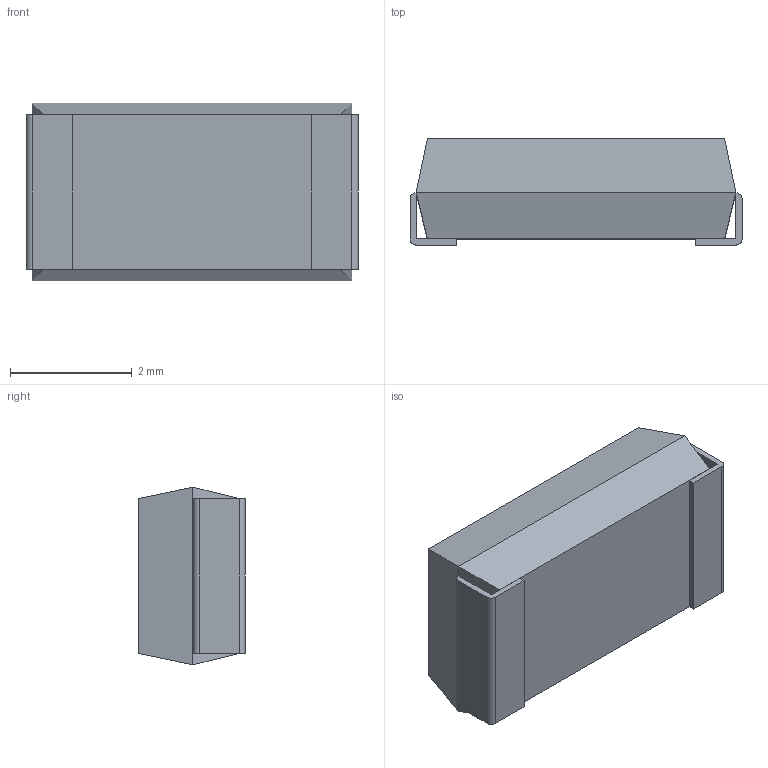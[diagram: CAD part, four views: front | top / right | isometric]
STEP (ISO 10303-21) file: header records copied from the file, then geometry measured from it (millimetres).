
FILE_DESCRIPTION (( 'STEP AP214' ), '1' );
FILE_NAME ('CTS_TCM3M_5125_L5.46H1.65S0.76F2.54K0.76P0.38W2.92.STEP', '2020-02-03T20:09:22', ( '' ), ( '' ), 'SwSTEP 2.0', 'SolidWorks 2014', '' );
FILE_SCHEMA (( 'AUTOMOTIVE_DESIGN' ));
Length unit declared in the file: millimetre
Products named in the file (1): CTS_TCM3M_5125_L5.46H1.65S0.76F2.54K0.76P0.38W2.92
Bounding box: 5.46 x 1.75 x 2.92 mm (x, y, z)
Volume: 23.6 mm3; surface area: 64 mm2
Topology: 4 solids, 4 shells, 85 faces, 223 edges, 146 vertices
Faces by surface type: plane 81, cylinder 4
Entity records: 3557 total; most frequent: CARTESIAN_POINT 455, ORIENTED_EDGE 446, DIRECTION 403, EDGE_CURVE 223, VECTOR 215, LINE 215, VERTEX_POINT 146, AXIS2_PLACEMENT_3D 94
